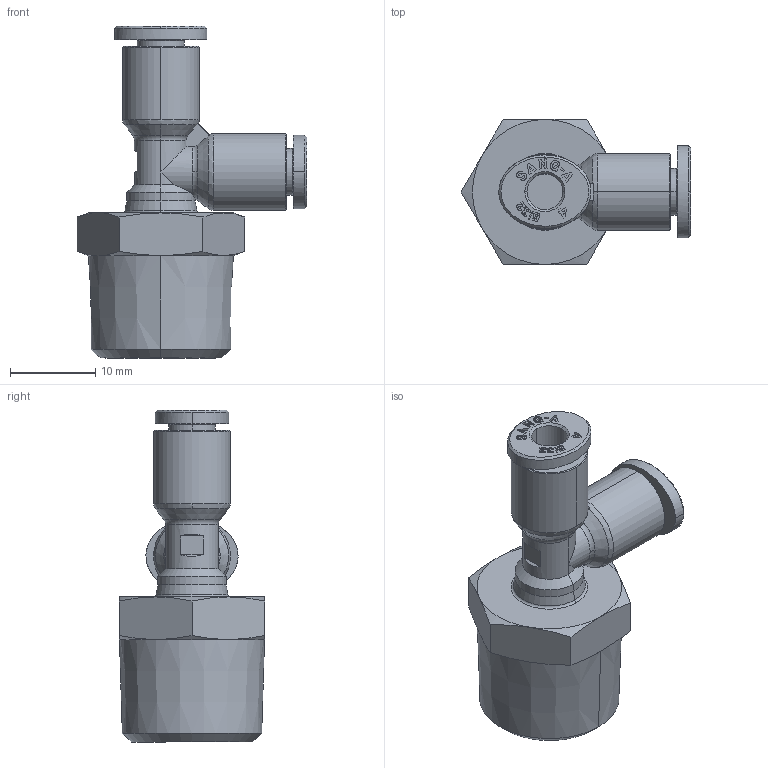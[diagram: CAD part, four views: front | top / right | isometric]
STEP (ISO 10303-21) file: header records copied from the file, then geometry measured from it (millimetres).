
FILE_DESCRIPTION (( 'STEP AP214' ), '1' );
FILE_NAME ('PST04-03.stp', '2015-10-15T09:16:58', ( '' ), ( '' ), 'SwSTEP 2.0', 'SolidWorks 2015', '' );
FILE_SCHEMA (( 'AUTOMOTIVE_DESIGN' ));
Length unit declared in the file: millimetre
Products named in the file (2): PST04-03; ｦ+ﾃｦ1
Assembly tree (1 placements, depth 2):
  PST04-03
    ｦ+ﾃｦ1
Bounding box: 26.91 x 17 x 38.9 mm (x, y, z)
Volume: 4300.9 mm3; surface area: 3285.6 mm2
Topology: 1 solids, 1 shells, 825 faces, 2320 edges, 1532 vertices
Faces by surface type: plane 674, bspline 64, cone 42, cylinder 37, torus 8
Entity records: 28719 total; most frequent: CARTESIAN_POINT 7124, ORIENTED_EDGE 4636, DIRECTION 3787, EDGE_CURVE 2318, VECTOR 1981, LINE 1981, VERTEX_POINT 1532, AXIS2_PLACEMENT_3D 903
